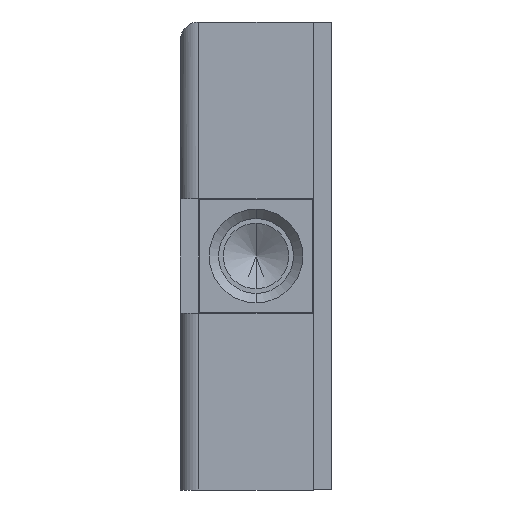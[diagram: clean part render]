
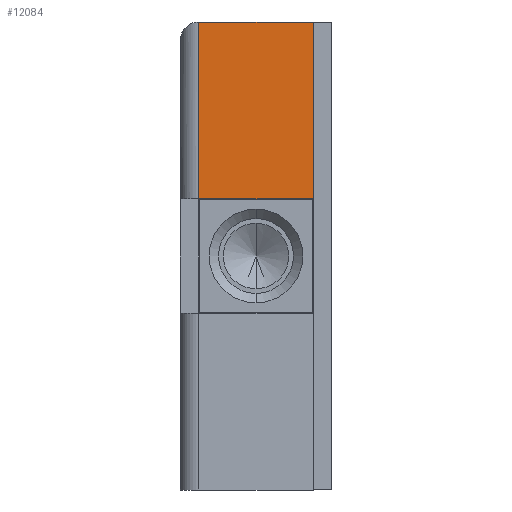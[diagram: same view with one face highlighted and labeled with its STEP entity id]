
A CAD part, front view. The second image highlights one B-rep face of the part: STEP entity #12084.
In plain terms, the highlighted face is planar.
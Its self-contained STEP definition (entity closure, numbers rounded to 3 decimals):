
#157 = VECTOR ( 'NONE', #6709, 1000. ) ;
#889 = LINE ( 'NONE', #9588, #6905 ) ;
#1067 = CARTESIAN_POINT ( 'NONE',  ( -80., 2., -25. ) ) ;
#1234 = CARTESIAN_POINT ( 'NONE',  ( -80., 2., -25. ) ) ;
#1546 = VERTEX_POINT ( 'NONE', #1067 ) ;
#2312 = EDGE_CURVE ( 'NONE', #1546, #11358, #9669, .T. ) ;
#2519 = PLANE ( 'NONE',  #2669 ) ;
#2626 = DIRECTION ( 'NONE',  ( 0., -1., 0. ) ) ;
#2669 = AXIS2_PLACEMENT_3D ( 'NONE', #1234, #12537, #11237 ) ;
#3911 = CARTESIAN_POINT ( 'NONE',  ( -80., 2., -25. ) ) ;
#4393 = VERTEX_POINT ( 'NONE', #9644 ) ;
#4539 = EDGE_CURVE ( 'NONE', #4393, #10645, #9305, .T. ) ;
#4663 = ORIENTED_EDGE ( 'NONE', *, *, #7038, .F. ) ;
#4920 = FACE_OUTER_BOUND ( 'NONE', #12561, .T. ) ;
#5178 = LINE ( 'NONE', #3911, #9607 ) ;
#5538 = EDGE_CURVE ( 'NONE', #10645, #1546, #5178, .T. ) ;
#5833 = ORIENTED_EDGE ( 'NONE', *, *, #2312, .T. ) ;
#6218 = CARTESIAN_POINT ( 'NONE',  ( -80., 2., -6.1 ) ) ;
#6386 = VECTOR ( 'NONE', #7072, 1000. ) ;
#6590 = ORIENTED_EDGE ( 'NONE', *, *, #4539, .T. ) ;
#6709 = DIRECTION ( 'NONE',  ( 0., 0., -1. ) ) ;
#6905 = VECTOR ( 'NONE', #8292, 1000. ) ;
#7038 = EDGE_CURVE ( 'NONE', #4393, #11358, #889, .T. ) ;
#7072 = DIRECTION ( 'NONE',  ( 0., 0., 1. ) ) ;
#8010 = CARTESIAN_POINT ( 'NONE',  ( -80., 14.2, -6.1 ) ) ;
#8292 = DIRECTION ( 'NONE',  ( 0., -1., 0. ) ) ;
#8384 = CARTESIAN_POINT ( 'NONE',  ( -80., 2., -25. ) ) ;
#9291 = CARTESIAN_POINT ( 'NONE',  ( -80., 14.2, -25. ) ) ;
#9305 = LINE ( 'NONE', #8010, #157 ) ;
#9588 = CARTESIAN_POINT ( 'NONE',  ( -80., 14.2, -6.1 ) ) ;
#9607 = VECTOR ( 'NONE', #2626, 1000. ) ;
#9644 = CARTESIAN_POINT ( 'NONE',  ( -80., 14.2, -6.1 ) ) ;
#9669 = LINE ( 'NONE', #8384, #6386 ) ;
#10645 = VERTEX_POINT ( 'NONE', #9291 ) ;
#11237 = DIRECTION ( 'NONE',  ( 0., 0., -1. ) ) ;
#11358 = VERTEX_POINT ( 'NONE', #6218 ) ;
#11487 = ORIENTED_EDGE ( 'NONE', *, *, #5538, .T. ) ;
#12084 = ADVANCED_FACE ( 'NONE', ( #4920 ), #2519, .F. ) ;
#12537 = DIRECTION ( 'NONE',  ( 1., 0., 0. ) ) ;
#12561 = EDGE_LOOP ( 'NONE', ( #11487, #5833, #4663, #6590 ) ) ;
